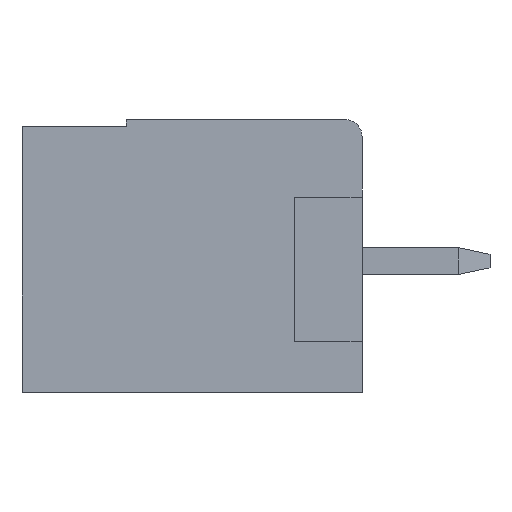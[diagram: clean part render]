
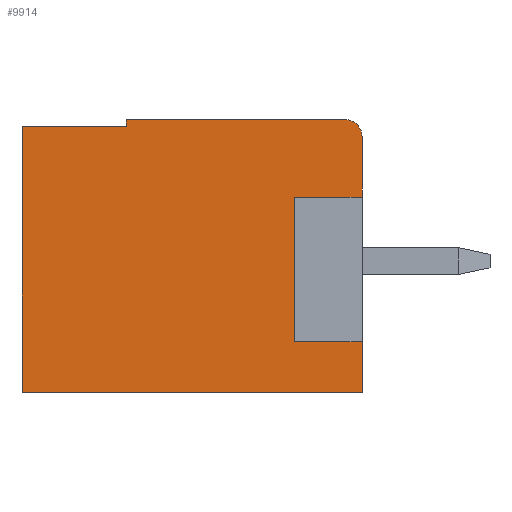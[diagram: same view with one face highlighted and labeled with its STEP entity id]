
A CAD part, left-side view. The second image highlights one B-rep face of the part: STEP entity #9914.
In plain terms, the highlighted planar face has unit normal (-1, 0, 0).
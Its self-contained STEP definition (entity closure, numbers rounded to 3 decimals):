
#272 = LINE ( 'NONE', #14014, #7609 ) ;
#460 = VECTOR ( 'NONE', #22344, 1000. ) ;
#529 = CARTESIAN_POINT ( 'NONE',  ( 0., 10.1, 7.9 ) ) ;
#531 = DIRECTION ( 'NONE',  ( 0., 0., -1. ) ) ;
#793 = DIRECTION ( 'NONE',  ( 0., 1., 0. ) ) ;
#1515 = CARTESIAN_POINT ( 'NONE',  ( 0., 10.1, 8.1 ) ) ;
#1825 = DIRECTION ( 'NONE',  ( 0., 0., 1. ) ) ;
#1896 = CARTESIAN_POINT ( 'NONE',  ( 0., 0., 1.5 ) ) ;
#1998 = VERTEX_POINT ( 'NONE', #6250 ) ;
#2049 = LINE ( 'NONE', #7931, #21389 ) ;
#2468 = EDGE_CURVE ( 'NONE', #10780, #9074, #2745, .T. ) ;
#2745 = LINE ( 'NONE', #4428, #10901 ) ;
#3810 = EDGE_CURVE ( 'NONE', #1998, #22629, #18766, .T. ) ;
#3866 = DIRECTION ( 'NONE',  ( 0., -1., 0. ) ) ;
#4106 = DIRECTION ( 'NONE',  ( 0., -1., 0. ) ) ;
#4428 = CARTESIAN_POINT ( 'NONE',  ( 0., 0., 8.1 ) ) ;
#4751 = EDGE_CURVE ( 'NONE', #22283, #11629, #7538, .T. ) ;
#4820 = ORIENTED_EDGE ( 'NONE', *, *, #7527, .F. ) ;
#5196 = VECTOR ( 'NONE', #7913, 1000. ) ;
#5386 = VECTOR ( 'NONE', #9420, 1000. ) ;
#5782 = CARTESIAN_POINT ( 'NONE',  ( 0., 10.1, 7.9 ) ) ;
#5840 = CARTESIAN_POINT ( 'NONE',  ( 0., 0., 7.6 ) ) ;
#5931 = LINE ( 'NONE', #15199, #16388 ) ;
#5982 = AXIS2_PLACEMENT_3D ( 'NONE', #6550, #6172, #531 ) ;
#6172 = DIRECTION ( 'NONE',  ( 1., 0., 0. ) ) ;
#6250 = CARTESIAN_POINT ( 'NONE',  ( 0., 10.1, 0. ) ) ;
#6550 = CARTESIAN_POINT ( 'NONE',  ( 0., 10.1, 8.1 ) ) ;
#6858 = CARTESIAN_POINT ( 'NONE',  ( 0., 0.5, 8.1 ) ) ;
#6908 = VERTEX_POINT ( 'NONE', #24366 ) ;
#7527 = EDGE_CURVE ( 'NONE', #1998, #17083, #14676, .T. ) ;
#7538 = LINE ( 'NONE', #1515, #5386 ) ;
#7588 = ORIENTED_EDGE ( 'NONE', *, *, #24801, .T. ) ;
#7609 = VECTOR ( 'NONE', #793, 1000. ) ;
#7911 = ORIENTED_EDGE ( 'NONE', *, *, #9446, .F. ) ;
#7913 = DIRECTION ( 'NONE',  ( 0., 0., -1. ) ) ;
#7931 = CARTESIAN_POINT ( 'NONE',  ( 0., 0., 1.5 ) ) ;
#8163 = CARTESIAN_POINT ( 'NONE',  ( 0., 2., 5.8 ) ) ;
#8876 = ORIENTED_EDGE ( 'NONE', *, *, #15543, .F. ) ;
#8981 = ORIENTED_EDGE ( 'NONE', *, *, #4751, .F. ) ;
#9074 = VERTEX_POINT ( 'NONE', #5840 ) ;
#9122 = VERTEX_POINT ( 'NONE', #14325 ) ;
#9420 = DIRECTION ( 'NONE',  ( 0., -1., 0. ) ) ;
#9446 = EDGE_CURVE ( 'NONE', #15970, #22283, #5931, .T. ) ;
#9779 = ORIENTED_EDGE ( 'NONE', *, *, #3810, .T. ) ;
#9914 = ADVANCED_FACE ( 'NONE', ( #23588 ), #23833, .F. ) ;
#9982 = EDGE_CURVE ( 'NONE', #10780, #6908, #272, .T. ) ;
#10138 = LINE ( 'NONE', #23639, #24762 ) ;
#10188 = EDGE_CURVE ( 'NONE', #9074, #11629, #12078, .T. ) ;
#10780 = VERTEX_POINT ( 'NONE', #15657 ) ;
#10901 = VECTOR ( 'NONE', #24268, 1000. ) ;
#10934 = VECTOR ( 'NONE', #3866, 1000. ) ;
#11496 = VECTOR ( 'NONE', #13019, 1000. ) ;
#11629 = VERTEX_POINT ( 'NONE', #6858 ) ;
#11831 = CARTESIAN_POINT ( 'NONE',  ( 0., 7., 7.9 ) ) ;
#12078 = CIRCLE ( 'NONE', #12863, 0.5 ) ;
#12863 = AXIS2_PLACEMENT_3D ( 'NONE', #16026, #19729, #23805 ) ;
#13019 = DIRECTION ( 'NONE',  ( 0., -1., 0. ) ) ;
#13706 = LINE ( 'NONE', #8163, #5196 ) ;
#14014 = CARTESIAN_POINT ( 'NONE',  ( 0., 0., 5.8 ) ) ;
#14325 = CARTESIAN_POINT ( 'NONE',  ( 0., 2., 1.5 ) ) ;
#14676 = LINE ( 'NONE', #18753, #460 ) ;
#14786 = CARTESIAN_POINT ( 'NONE',  ( 0., 7., 8.1 ) ) ;
#14819 = ORIENTED_EDGE ( 'NONE', *, *, #17583, .F. ) ;
#15199 = CARTESIAN_POINT ( 'NONE',  ( 0., 7., 7.9 ) ) ;
#15543 = EDGE_CURVE ( 'NONE', #9122, #23549, #2049, .T. ) ;
#15657 = CARTESIAN_POINT ( 'NONE',  ( 0., 0., 5.8 ) ) ;
#15970 = VERTEX_POINT ( 'NONE', #11831 ) ;
#16026 = CARTESIAN_POINT ( 'NONE',  ( 0., 0.5, 7.6 ) ) ;
#16105 = DIRECTION ( 'NONE',  ( 0., 0., 1. ) ) ;
#16115 = CARTESIAN_POINT ( 'NONE',  ( 0., 0., 0. ) ) ;
#16388 = VECTOR ( 'NONE', #1825, 1000. ) ;
#17083 = VERTEX_POINT ( 'NONE', #529 ) ;
#17263 = ORIENTED_EDGE ( 'NONE', *, *, #9982, .F. ) ;
#17583 = EDGE_CURVE ( 'NONE', #6908, #9122, #13706, .T. ) ;
#17747 = ORIENTED_EDGE ( 'NONE', *, *, #2468, .T. ) ;
#18753 = CARTESIAN_POINT ( 'NONE',  ( 0., 10.1, 8.1 ) ) ;
#18766 = LINE ( 'NONE', #19149, #11496 ) ;
#19149 = CARTESIAN_POINT ( 'NONE',  ( 0., 10.1, 0. ) ) ;
#19729 = DIRECTION ( 'NONE',  ( -1., 0., 0. ) ) ;
#21389 = VECTOR ( 'NONE', #4106, 1000. ) ;
#22222 = ORIENTED_EDGE ( 'NONE', *, *, #10188, .T. ) ;
#22283 = VERTEX_POINT ( 'NONE', #14786 ) ;
#22344 = DIRECTION ( 'NONE',  ( 0., 0., 1. ) ) ;
#22466 = EDGE_LOOP ( 'NONE', ( #17747, #22222, #8981, #7911, #22986, #4820, #9779, #7588, #8876, #14819, #17263 ) ) ;
#22629 = VERTEX_POINT ( 'NONE', #16115 ) ;
#22986 = ORIENTED_EDGE ( 'NONE', *, *, #23042, .F. ) ;
#23042 = EDGE_CURVE ( 'NONE', #17083, #15970, #25113, .T. ) ;
#23549 = VERTEX_POINT ( 'NONE', #1896 ) ;
#23588 = FACE_OUTER_BOUND ( 'NONE', #22466, .T. ) ;
#23639 = CARTESIAN_POINT ( 'NONE',  ( 0., 0., 8.1 ) ) ;
#23805 = DIRECTION ( 'NONE',  ( 0., 0., -1. ) ) ;
#23833 = PLANE ( 'NONE',  #5982 ) ;
#24268 = DIRECTION ( 'NONE',  ( 0., 0., 1. ) ) ;
#24366 = CARTESIAN_POINT ( 'NONE',  ( 0., 2., 5.8 ) ) ;
#24762 = VECTOR ( 'NONE', #16105, 1000. ) ;
#24801 = EDGE_CURVE ( 'NONE', #22629, #23549, #10138, .T. ) ;
#25113 = LINE ( 'NONE', #5782, #10934 ) ;
